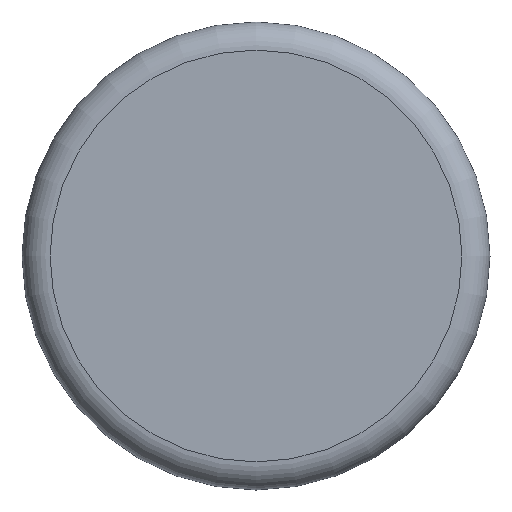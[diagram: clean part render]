
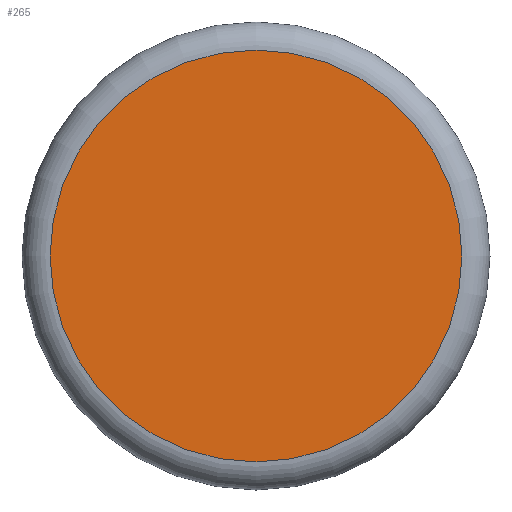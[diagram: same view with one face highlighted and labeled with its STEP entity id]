
A CAD part, front view. The second image highlights one B-rep face of the part: STEP entity #265.
In plain terms, the highlighted planar face has unit normal (0, -1, 0).
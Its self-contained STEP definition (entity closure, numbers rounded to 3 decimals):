
#62=FACE_OUTER_BOUND('',#77,.T.);
#77=EDGE_LOOP('',(#203,#204));
#98=CIRCLE('',#362,8.8);
#99=CIRCLE('',#363,8.8);
#128=VERTEX_POINT('',#533);
#129=VERTEX_POINT('',#534);
#158=EDGE_CURVE('',#128,#129,#98,.T.);
#159=EDGE_CURVE('',#129,#128,#99,.T.);
#203=ORIENTED_EDGE('',*,*,#158,.F.);
#204=ORIENTED_EDGE('',*,*,#159,.F.);
#257=PLANE('',#361);
#265=ADVANCED_FACE('',(#62),#257,.T.);
#361=AXIS2_PLACEMENT_3D('',#532,#430,#431);
#362=AXIS2_PLACEMENT_3D('',#535,#432,#433);
#363=AXIS2_PLACEMENT_3D('',#536,#434,#435);
#430=DIRECTION('center_axis',(0.,-1.,0.));
#431=DIRECTION('ref_axis',(0.,0.,-1.));
#432=DIRECTION('center_axis',(0.,1.,0.));
#433=DIRECTION('ref_axis',(1.,0.,0.));
#434=DIRECTION('center_axis',(0.,1.,0.));
#435=DIRECTION('ref_axis',(1.,0.,0.));
#532=CARTESIAN_POINT('Origin',(-8.8,0.,0.));
#533=CARTESIAN_POINT('',(-8.8,0.,0.));
#534=CARTESIAN_POINT('',(0.,0.,-8.8));
#535=CARTESIAN_POINT('Origin',(0.,0.,0.));
#536=CARTESIAN_POINT('Origin',(0.,0.,0.));
